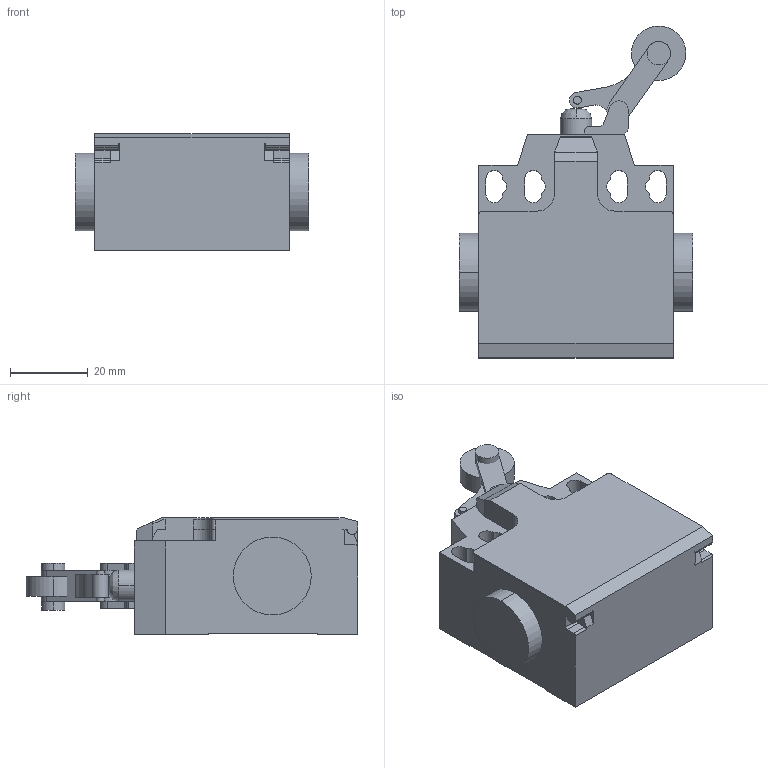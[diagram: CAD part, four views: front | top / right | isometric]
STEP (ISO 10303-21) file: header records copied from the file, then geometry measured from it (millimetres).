
FILE_DESCRIPTION((''),'2;1');
FILE_NAME('3d_KCD1S02.stp','2012-10-03T08:21:42',(''),(''),'Mechanical Desktop 2011','Mechanical Desktop 2011',', , ');
FILE_SCHEMA(('CONFIG_CONTROL_DESIGN'));
Length unit declared in the file: millimetre
Products named in the file (1): Product
Bounding box: 60 x 85.28 x 30 mm (x, y, z)
Volume: 78836 mm3; surface area: 16814.7 mm2
Topology: 7 solids, 7 shells, 173 faces, 497 edges, 352 vertices
Faces by surface type: plane 98, cylinder 47, bspline 28
Entity records: 6005 total; most frequent: CARTESIAN_POINT 1344, ORIENTED_EDGE 968, DIRECTION 918, EDGE_CURVE 484, VECTOR 368, LINE 368, VERTEX_POINT 327, AXIS2_PLACEMENT_3D 275
